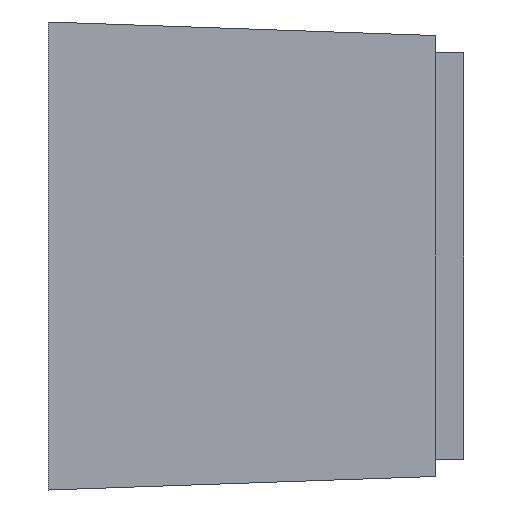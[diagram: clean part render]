
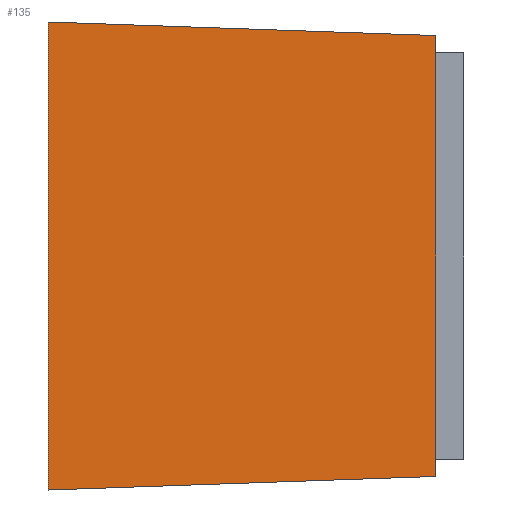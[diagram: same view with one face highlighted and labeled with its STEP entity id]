
A CAD part, front view. The second image highlights one B-rep face of the part: STEP entity #135.
In plain terms, the highlighted planar face has unit normal (0.035, -0.999, 0).
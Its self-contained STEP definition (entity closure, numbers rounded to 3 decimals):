
#135=ADVANCED_FACE('',(#171),#155,.T.);
#155=PLANE('',#508);
#171=FACE_OUTER_BOUND('',#193,.T.);
#193=EDGE_LOOP('',(#245,#246,#247,#248));
#245=ORIENTED_EDGE('',*,*,#381,.F.);
#246=ORIENTED_EDGE('',*,*,#382,.T.);
#247=ORIENTED_EDGE('',*,*,#383,.T.);
#248=ORIENTED_EDGE('',*,*,#377,.T.);
#337=VERTEX_POINT('',#687);
#338=VERTEX_POINT('',#688);
#341=VERTEX_POINT('',#696);
#342=VERTEX_POINT('',#698);
#377=EDGE_CURVE('',#337,#338,#423,.T.);
#381=EDGE_CURVE('',#341,#338,#427,.T.);
#382=EDGE_CURVE('',#341,#342,#428,.T.);
#383=EDGE_CURVE('',#342,#337,#429,.T.);
#423=LINE('',#686,#465);
#427=LINE('',#695,#469);
#428=LINE('',#697,#470);
#429=LINE('',#699,#471);
#465=VECTOR('',#570,1.);
#469=VECTOR('',#576,1.);
#470=VECTOR('',#577,1.);
#471=VECTOR('',#578,1.);
#508=AXIS2_PLACEMENT_3D('',#700,#579,#580);
#570=DIRECTION('',(0.,0.,-1.));
#576=DIRECTION('',(-0.999,-0.035,-0.035));
#577=DIRECTION('',(0.,0.,1.));
#578=DIRECTION('',(-0.999,-0.035,0.035));
#579=DIRECTION('',(0.035,-0.999,0.));
#580=DIRECTION('',(0.999,0.035,0.));
#686=CARTESIAN_POINT('',(-0.2,-42.677,9.957));
#687=CARTESIAN_POINT('',(-0.2,-42.677,9.957));
#688=CARTESIAN_POINT('',(-0.2,-42.677,-9.957));
#695=CARTESIAN_POINT('',(-0.2,-42.677,-9.957));
#696=CARTESIAN_POINT('',(16.3,-42.101,-9.381));
#697=CARTESIAN_POINT('',(16.3,-42.101,9.957));
#698=CARTESIAN_POINT('',(16.3,-42.101,9.381));
#699=CARTESIAN_POINT('',(-0.2,-42.677,9.957));
#700=CARTESIAN_POINT('',(-0.2,-42.677,9.957));
